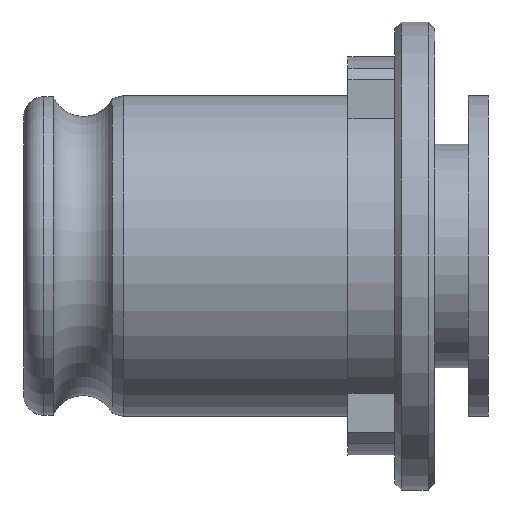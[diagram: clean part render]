
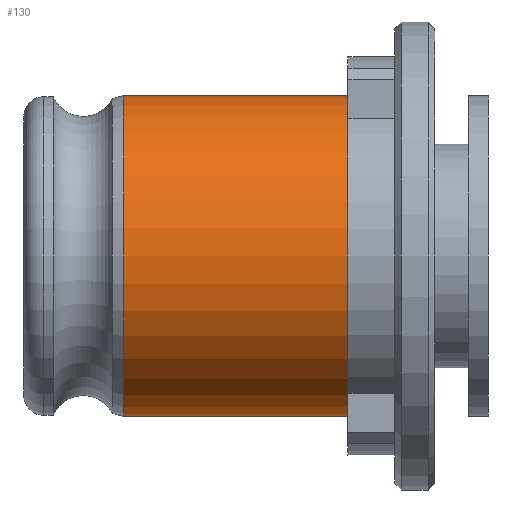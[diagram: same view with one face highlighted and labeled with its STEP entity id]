
A CAD part, front view. The second image highlights one B-rep face of the part: STEP entity #130.
In plain terms, the highlighted cylindrical face has radius 24 mm (diameter 48 mm), a full revolution.
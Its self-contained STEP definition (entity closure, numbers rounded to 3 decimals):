
#130 = ADVANCED_FACE( '', ( #285, #286 ), #287, .T. );
#285 = FACE_OUTER_BOUND( '', #456, .T. );
#286 = FACE_OUTER_BOUND( '', #457, .T. );
#287 = CYLINDRICAL_SURFACE( '', #458, 24. );
#456 = EDGE_LOOP( '', ( #757 ) );
#457 = EDGE_LOOP( '', ( #758, #759, #760, #761 ) );
#458 = AXIS2_PLACEMENT_3D( '', #762, #763, #764 );
#757 = ORIENTED_EDGE( '', *, *, #994, .F. );
#758 = ORIENTED_EDGE( '', *, *, #912, .T. );
#759 = ORIENTED_EDGE( '', *, *, #1023, .T. );
#760 = ORIENTED_EDGE( '', *, *, #1024, .T. );
#761 = ORIENTED_EDGE( '', *, *, #992, .T. );
#762 = CARTESIAN_POINT( '', ( -34.75, 0., 0. ) );
#763 = DIRECTION( '', ( 1., 0., 0. ) );
#764 = DIRECTION( '', ( 0., 0., 1. ) );
#912 = EDGE_CURVE( '', #1055, #1060, #1062, .T. );
#992 = EDGE_CURVE( '', #1118, #1055, #1193, .T. );
#994 = EDGE_CURVE( '', #1195, #1195, #1196, .T. );
#1023 = EDGE_CURVE( '', #1060, #1174, #1237, .T. );
#1024 = EDGE_CURVE( '', #1174, #1118, #1238, .T. );
#1055 = VERTEX_POINT( '', #1271 );
#1060 = VERTEX_POINT( '', #1277 );
#1062 = CIRCLE( '', #1280, 24. );
#1118 = VERTEX_POINT( '', #1374 );
#1174 = VERTEX_POINT( '', #1453 );
#1193 = CIRCLE( '', #1477, 24. );
#1195 = VERTEX_POINT( '', #1479 );
#1196 = CIRCLE( '', #1480, 24. );
#1237 = CIRCLE( '', #1528, 24. );
#1238 = CIRCLE( '', #1529, 24. );
#1271 = CARTESIAN_POINT( '', ( 13.75, -12., -20.785 ) );
#1277 = CARTESIAN_POINT( '', ( 13.75, -12., 20.785 ) );
#1280 = AXIS2_PLACEMENT_3D( '', #1571, #1572, #1573 );
#1374 = CARTESIAN_POINT( '', ( 13.75, 12., -20.785 ) );
#1453 = CARTESIAN_POINT( '', ( 13.75, 12., 20.785 ) );
#1477 = AXIS2_PLACEMENT_3D( '', #1666, #1667, #1668 );
#1479 = CARTESIAN_POINT( '', ( -19.778, 0., 24. ) );
#1480 = AXIS2_PLACEMENT_3D( '', #1669, #1670, #1671 );
#1528 = AXIS2_PLACEMENT_3D( '', #1715, #1716, #1717 );
#1529 = AXIS2_PLACEMENT_3D( '', #1718, #1719, #1720 );
#1571 = CARTESIAN_POINT( '', ( 13.75, 0., 0. ) );
#1572 = DIRECTION( '', ( -1., 0., 0. ) );
#1573 = DIRECTION( '', ( 0., 0., 1. ) );
#1666 = CARTESIAN_POINT( '', ( 13.75, 0., 0. ) );
#1667 = DIRECTION( '', ( -1., 0., 0. ) );
#1668 = DIRECTION( '', ( 0., 0., 1. ) );
#1669 = CARTESIAN_POINT( '', ( -19.778, 0., 0. ) );
#1670 = DIRECTION( '', ( -1., 0., 0. ) );
#1671 = DIRECTION( '', ( 0., 0., 1. ) );
#1715 = CARTESIAN_POINT( '', ( 13.75, 0., 0. ) );
#1716 = DIRECTION( '', ( -1., 0., 0. ) );
#1717 = DIRECTION( '', ( 0., 0., 1. ) );
#1718 = CARTESIAN_POINT( '', ( 13.75, 0., 0. ) );
#1719 = DIRECTION( '', ( -1., 0., 0. ) );
#1720 = DIRECTION( '', ( 0., 0., 1. ) );
